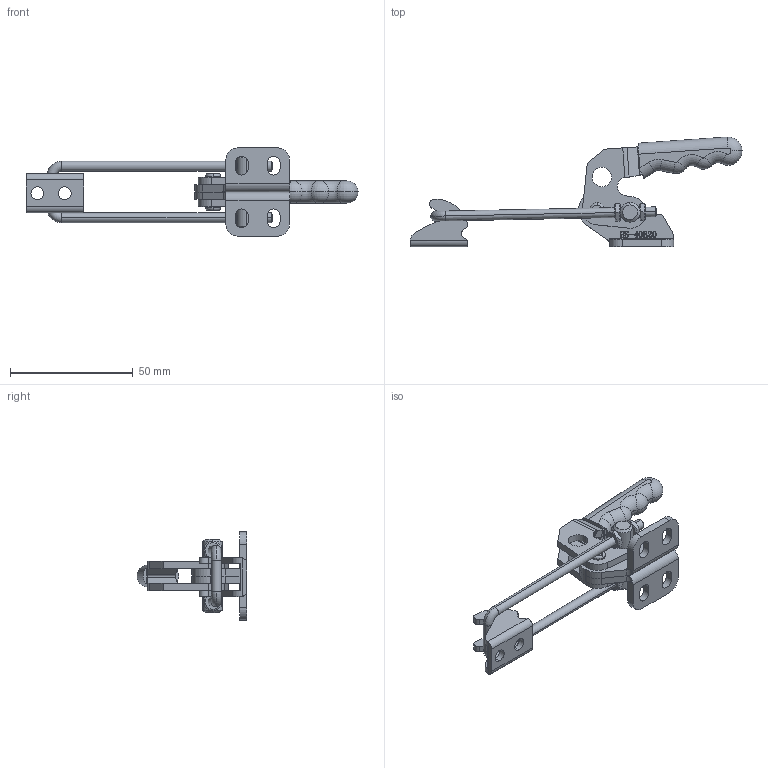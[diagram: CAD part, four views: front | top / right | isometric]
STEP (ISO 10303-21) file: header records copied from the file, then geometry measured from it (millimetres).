
FILE_DESCRIPTION (( 'STEP AP203' ), '1' );
FILE_NAME ('HS-40820 .STEP', '2020-11-24T06:22:24', ( '微软用户' ), ( '微软中国' ), 'SwSTEP 2.0', 'SolidWorks 2012', '' );
FILE_SCHEMA (( 'CONFIG_CONTROL_DESIGN' ));
Length unit declared in the file: millimetre
Products named in the file (10): HS-40820 ; hex thin nuts-grades ab-chamfered gb_GB_FASTENER_NUT_STNAB M4-N; 种; 縐諶; 挴裝; 种粣; 忒梟酘; 忒梟衵; 忒參; 菁釱
Assembly tree (12 placements, depth 2):
  HS-40820 
    菁釱
    忒參
    忒梟衵
    忒梟酘
    种粣
    挴裝
    縐諶
    种
    hex thin nuts-grades ab-chamfered gb_GB_FASTENER_NUT_STNAB M4-N  x4
Bounding box: 135.35 x 44.77 x 36 mm (x, y, z)
Volume: 17629.4 mm3; surface area: 15361.8 mm2
Topology: 13 solids, 13 shells, 664 faces, 1738 edges, 1129 vertices
Faces by surface type: plane 337, bspline 142, cylinder 123, cone 40, torus 22
Entity records: 27205 total; most frequent: CARTESIAN_POINT 11652, ORIENTED_EDGE 3236, DIRECTION 2545, EDGE_CURVE 1618, VERTEX_POINT 1057, VECTOR 1005, LINE 1005, AXIS2_PLACEMENT_3D 770
